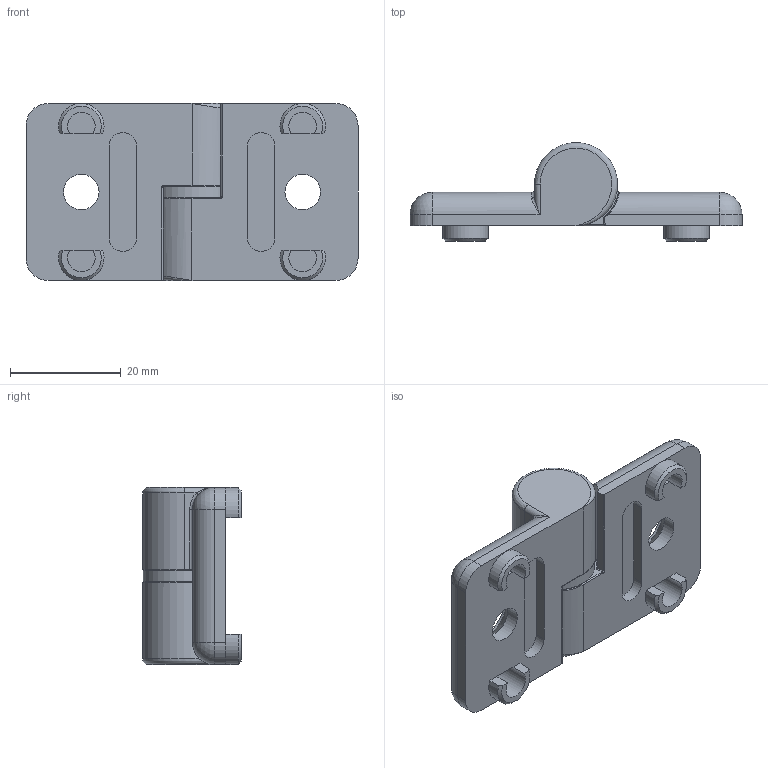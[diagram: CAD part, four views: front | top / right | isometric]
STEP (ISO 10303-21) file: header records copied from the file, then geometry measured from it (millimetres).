
FILE_DESCRIPTION(/* description */ ('KriTec Scharnier 8 PA links'),/* implementation_level */ '2;1');
FILE_NAME(/* name */ '22241_KriTec_Scharnier_8_PA_links.stp',/* time_stamp */ '2021-10-18T14:13:30+02:00',/* author */ ('Nell'),/* organization */ (''),/* preprocessor_version */ 'ST-DEVELOPER v17',/* originating_system */ 'Autodesk Inventor 2018',/* authorisation */ '');
FILE_SCHEMA (('AUTOMOTIVE_DESIGN { 1 0 10303 214 3 1 1 }'));
Length unit declared in the file: millimetre
Products named in the file (4): 11241_KriTec_Scharnier_8_PA_links; 11241_03; 11241_01; 11241_02
Assembly tree (4 placements, depth 2):
  11241_KriTec_Scharnier_8_PA_links
    11241_03  x2
    11241_01
    11241_02
Bounding box: 60 x 17.8 x 32 mm (x, y, z)
Volume: 13080.8 mm3; surface area: 8006 mm2
Topology: 4 solids, 4 shells, 126 faces, 324 edges, 202 vertices
Faces by surface type: plane 50, cylinder 49, cone 9, torus 8, bspline 6, sphere 4
Full cylindrical faces by diameter (mm): 6 x2, 6.1 x2, 6.2 x2, 6.4 x2, 12.4 x2, 14.8 x1
Entity records: 3051 total; most frequent: CARTESIAN_POINT 1182, DIRECTION 393, ORIENTED_EDGE 350, EDGE_CURVE 175, AXIS2_PLACEMENT_3D 158, VERTEX_POINT 114, CIRCLE 82, LINE 77
